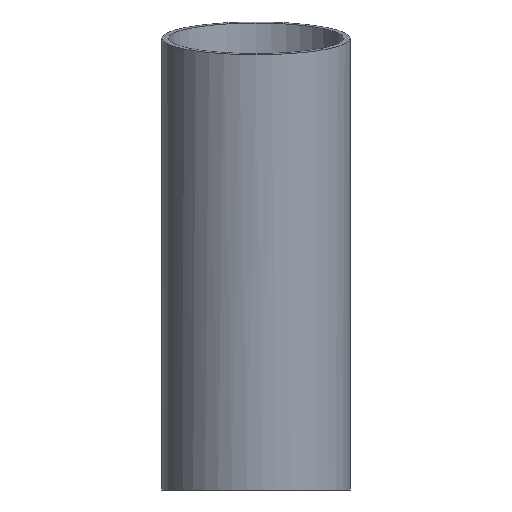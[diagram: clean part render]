
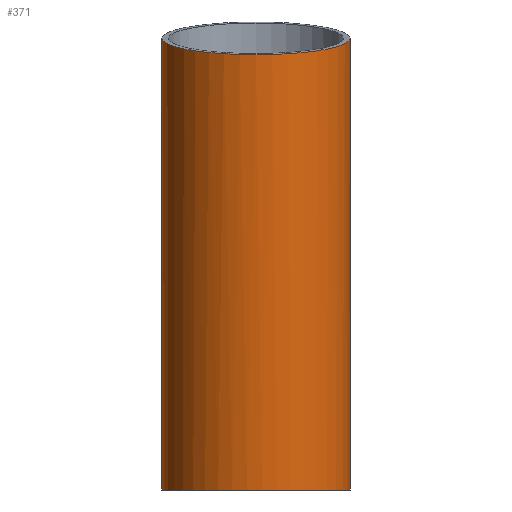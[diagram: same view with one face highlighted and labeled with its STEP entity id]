
A CAD part, left-side view. The second image highlights one B-rep face of the part: STEP entity #371.
In plain terms, the highlighted cylindrical face has radius 175 mm (diameter 350 mm), a full revolution.
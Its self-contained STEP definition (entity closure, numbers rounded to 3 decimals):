
#371=ADVANCED_FACE('',(#528,#529),#441,.T.);
#441=CYLINDRICAL_SURFACE('',#1222,175.);
#468=ELLIPSE('',#1219,1007.785,175.);
#469=ELLIPSE('',#1220,177.7,175.);
#528=FACE_BOUND('',#552,.T.);
#529=FACE_BOUND('',#553,.T.);
#552=EDGE_LOOP('',(#649,#650));
#553=EDGE_LOOP('',(#651));
#649=ORIENTED_EDGE('',*,*,#1052,.T.);
#650=ORIENTED_EDGE('',*,*,#1053,.F.);
#651=ORIENTED_EDGE('',*,*,#1054,.F.);
#949=VERTEX_POINT('',#1761);
#950=VERTEX_POINT('',#1762);
#951=VERTEX_POINT('',#1765);
#1052=EDGE_CURVE('',#949,#950,#468,.T.);
#1053=EDGE_CURVE('',#949,#950,#469,.T.);
#1054=EDGE_CURVE('',#951,#951,#1190,.T.);
#1190=CIRCLE('',#1221,175.);
#1219=AXIS2_PLACEMENT_3D('',#1760,#1353,#1354);
#1220=AXIS2_PLACEMENT_3D('',#1763,#1355,#1356);
#1221=AXIS2_PLACEMENT_3D('',#1764,#1357,#1358);
#1222=AXIS2_PLACEMENT_3D('',#1766,#1359,#1360);
#1353=DIRECTION('',(-1.,0.,0.));
#1354=DIRECTION('',(0.,0.,1.));
#1355=DIRECTION('',(0.,0.,-1.));
#1356=DIRECTION('',(-1.,0.,0.));
#1357=DIRECTION('',(-0.174,0.,0.985));
#1358=DIRECTION('',(0.985,0.,0.174));
#1359=DIRECTION('',(-0.174,0.,0.985));
#1360=DIRECTION('',(0.985,0.,0.174));
#1760=CARTESIAN_POINT('',(537.058,0.,-1161.613));
#1761=CARTESIAN_POINT('',(537.058,-133.218,-508.098));
#1762=CARTESIAN_POINT('',(537.058,133.218,-508.098));
#1763=CARTESIAN_POINT('',(421.826,0.,-508.098));
#1764=CARTESIAN_POINT('',(273.996,0.,330.29));
#1765=CARTESIAN_POINT('',(446.337,0.,360.678));
#1766=CARTESIAN_POINT('',(276.079,0.,318.472));
